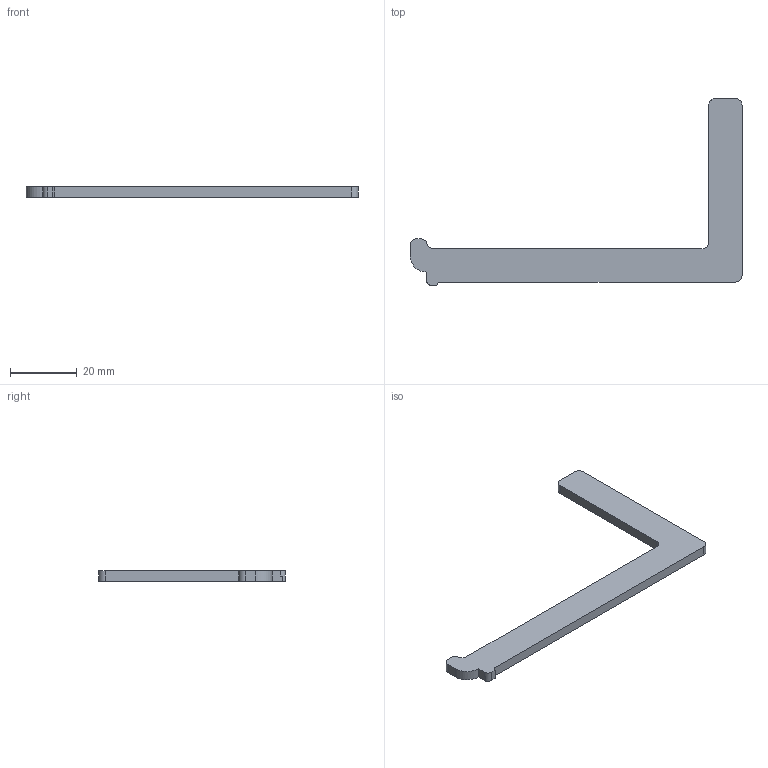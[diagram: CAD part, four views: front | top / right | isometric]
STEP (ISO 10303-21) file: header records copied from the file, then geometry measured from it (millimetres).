
FILE_DESCRIPTION(/* description */ (''),/* implementation_level */ '2;1');
FILE_NAME(/* name */ 'Aspa L grande_V3_x6.stp',/* time_stamp */ '2024-11-28T14:10:33Z',/* author */ ('patri'),/* organization */ (''),/* preprocessor_version */ 'ST-DEVELOPER v19.2',/* originating_system */ 'Autodesk Inventor 2024',/* authorisation */ '');
FILE_SCHEMA (('AUTOMOTIVE_DESIGN { 1 0 10303 214 3 1 1 }'));
Length unit declared in the file: millimetre
Products named in the file (1): Lgrande curva2
Bounding box: 99.5 x 56 x 3 mm (x, y, z)
Volume: 2949.8 mm3; surface area: 4210.2 mm2
Topology: 1 solids, 1 shells, 36 faces, 99 edges, 66 vertices
Faces by surface type: plane 21, cylinder 15
Entity records: 1197 total; most frequent: DIRECTION 204, CARTESIAN_POINT 202, ORIENTED_EDGE 198, EDGE_CURVE 99, LINE 68, VECTOR 68, AXIS2_PLACEMENT_3D 68, VERTEX_POINT 66
